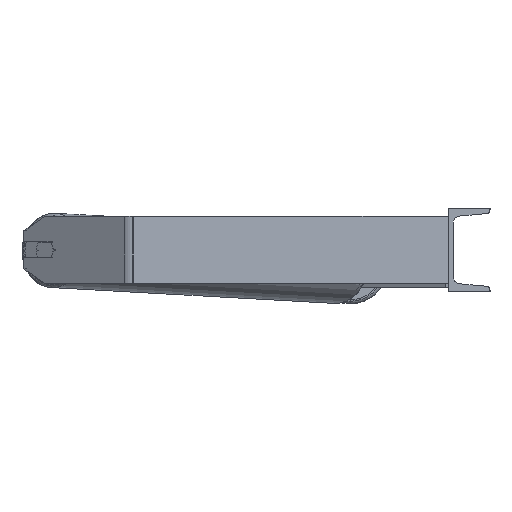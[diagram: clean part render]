
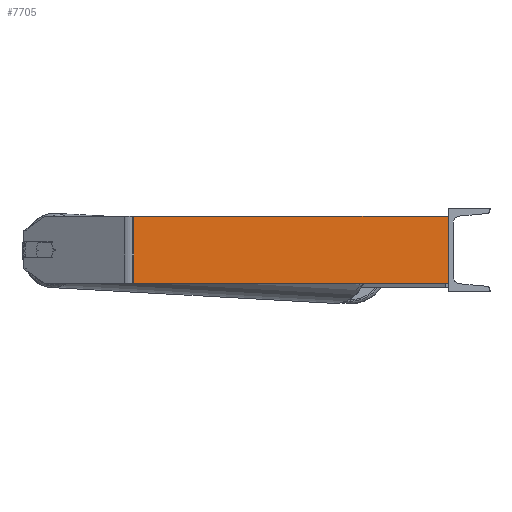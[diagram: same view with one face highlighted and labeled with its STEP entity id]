
A CAD part, left-side view. The second image highlights one B-rep face of the part: STEP entity #7705.
In plain terms, the highlighted planar face has unit normal (-0.996, -0.087, 0).
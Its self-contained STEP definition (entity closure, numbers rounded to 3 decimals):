
#2 = VERTEX_POINT ( 'NONE', #1554 ) ;
#663 = CARTESIAN_POINT ( 'NONE',  ( -918.418, 381.972, 40. ) ) ;
#1352 = ORIENTED_EDGE ( 'NONE', *, *, #9119, .F. ) ;
#1554 = CARTESIAN_POINT ( 'NONE',  ( -917.911, 376.171, -40. ) ) ;
#1613 = DIRECTION ( 'NONE',  ( 0., 0., -1. ) ) ;
#1769 = VECTOR ( 'NONE', #6314, 1000. ) ;
#2324 = ORIENTED_EDGE ( 'NONE', *, *, #3966, .T. ) ;
#2493 = VECTOR ( 'NONE', #7102, 1000. ) ;
#2619 = FACE_OUTER_BOUND ( 'NONE', #5887, .T. ) ;
#2706 = LINE ( 'NONE', #6929, #5267 ) ;
#2910 = LINE ( 'NONE', #5069, #6678 ) ;
#2967 = LINE ( 'NONE', #6351, #2493 ) ;
#3965 = CARTESIAN_POINT ( 'NONE',  ( -885., 0., -40. ) ) ;
#3966 = EDGE_CURVE ( 'NONE', #8176, #2, #2910, .T. ) ;
#5069 = CARTESIAN_POINT ( 'NONE',  ( -917.911, 376.171, 40. ) ) ;
#5267 = VECTOR ( 'NONE', #5498, 1000. ) ;
#5377 = CARTESIAN_POINT ( 'NONE',  ( -885., 0., 40. ) ) ;
#5422 = DIRECTION ( 'NONE',  ( -0.087, 0.996, 0. ) ) ;
#5498 = DIRECTION ( 'NONE',  ( 0.087, -0.996, 0. ) ) ;
#5887 = EDGE_LOOP ( 'NONE', ( #6510, #6599, #1352, #2324 ) ) ;
#6194 = VERTEX_POINT ( 'NONE', #5377 ) ;
#6274 = DIRECTION ( 'NONE',  ( 0.996, 0.087, 0. ) ) ;
#6314 = DIRECTION ( 'NONE',  ( 0.087, -0.996, 0. ) ) ;
#6351 = CARTESIAN_POINT ( 'NONE',  ( -885., 0., 40. ) ) ;
#6510 = ORIENTED_EDGE ( 'NONE', *, *, #6855, .T. ) ;
#6599 = ORIENTED_EDGE ( 'NONE', *, *, #7803, .F. ) ;
#6678 = VECTOR ( 'NONE', #1613, 1000. ) ;
#6855 = EDGE_CURVE ( 'NONE', #2, #8615, #2706, .T. ) ;
#6929 = CARTESIAN_POINT ( 'NONE',  ( -918.418, 381.972, -40. ) ) ;
#6975 = CARTESIAN_POINT ( 'NONE',  ( -918.418, 381.972, 40. ) ) ;
#7102 = DIRECTION ( 'NONE',  ( 0., 0., -1. ) ) ;
#7682 = PLANE ( 'NONE',  #8089 ) ;
#7691 = CARTESIAN_POINT ( 'NONE',  ( -917.911, 376.171, 40. ) ) ;
#7705 = ADVANCED_FACE ( 'NONE', ( #2619 ), #7682, .F. ) ;
#7803 = EDGE_CURVE ( 'NONE', #6194, #8615, #2967, .T. ) ;
#8089 = AXIS2_PLACEMENT_3D ( 'NONE', #6975, #6274, #5422 ) ;
#8176 = VERTEX_POINT ( 'NONE', #7691 ) ;
#8352 = LINE ( 'NONE', #663, #1769 ) ;
#8615 = VERTEX_POINT ( 'NONE', #3965 ) ;
#9119 = EDGE_CURVE ( 'NONE', #8176, #6194, #8352, .T. ) ;
